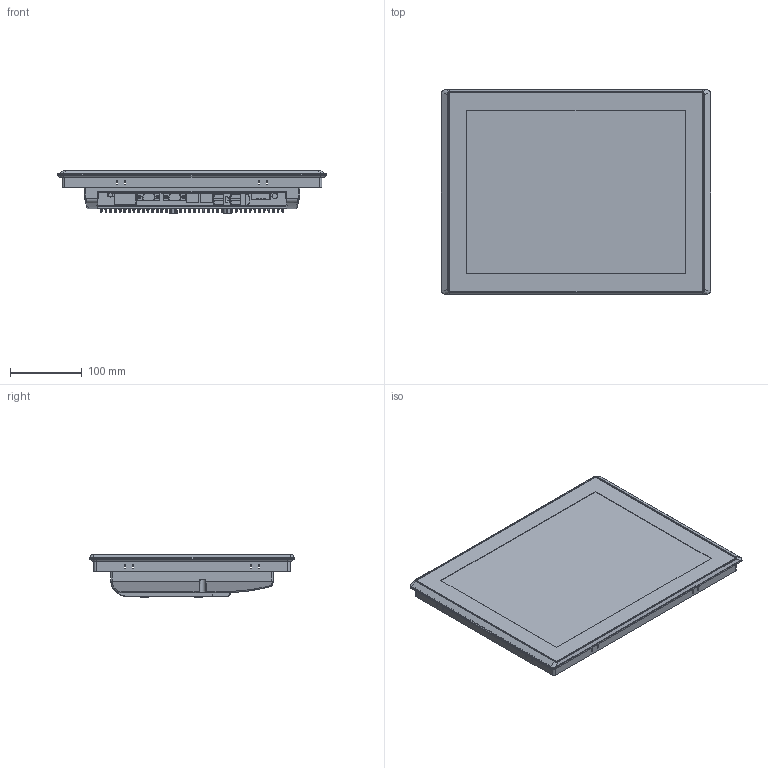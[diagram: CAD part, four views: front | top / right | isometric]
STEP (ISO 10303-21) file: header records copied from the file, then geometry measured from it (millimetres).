
FILE_DESCRIPTION (( 'STEP AP214' ), '1' );
FILE_NAME ('IFC-515R.STEP', '2025-03-03T06:14:26', ( '' ), ( '' ), 'SwSTEP 2.0', 'SolidWorks 2024', '' );
FILE_SCHEMA (( 'AUTOMOTIVE_DESIGN' ));
Length unit declared in the file: millimetre
Products named in the file (1): IFC-515R
Bounding box: 376.13 x 285.33 x 60.4 mm (x, y, z)
Surface area: 846048.2 mm2 (no closed solid volume)
Topology: 0 solids, 50 shells, 3384 faces, 9266 edges, 5939 vertices
Faces by surface type: cylinder 1360, plane 1314, torus 300, bspline 292, cone 93, sphere 25
Entity records: 189211 total; most frequent: CARTESIAN_POINT 76146, ORIENTED_EDGE 18026, DIRECTION 11818, EDGE_CURVE 9257, VERTEX_POINT 5939, B_SPLINE_CURVE_WITH_KNOTS 4387, AXIS2_PLACEMENT_3D 4149, EDGE_LOOP 3724
